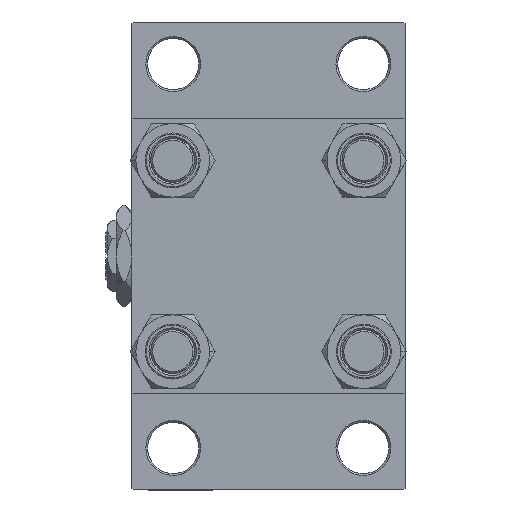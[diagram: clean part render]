
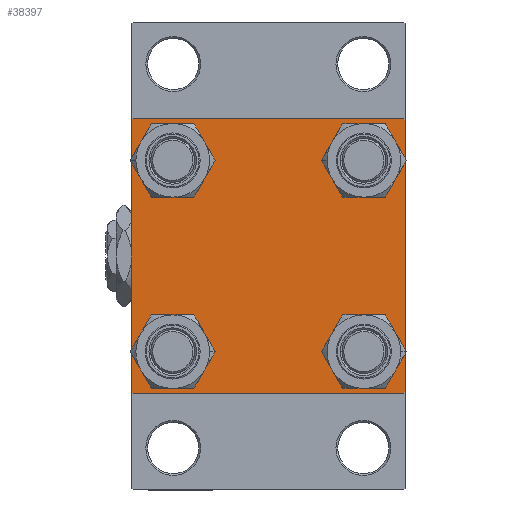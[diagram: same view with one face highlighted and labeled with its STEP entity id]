
A CAD part, left-side view. The second image highlights one B-rep face of the part: STEP entity #38397.
In plain terms, the highlighted planar face has unit normal (-1, 0, 0).
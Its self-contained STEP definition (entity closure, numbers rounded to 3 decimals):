
#204 = CARTESIAN_POINT ( 'NONE',  ( 0., -37.5, 37. ) ) ;
#353 = CARTESIAN_POINT ( 'NONE',  ( 0., -26.15, -26.15 ) ) ;
#466 = VERTEX_POINT ( 'NONE', #29193 ) ;
#837 = CARTESIAN_POINT ( 'NONE',  ( 0., 37., 37.5 ) ) ;
#1284 = VERTEX_POINT ( 'NONE', #21029 ) ;
#1847 = CARTESIAN_POINT ( 'NONE',  ( 0., -26.15, -32.65 ) ) ;
#1887 = EDGE_CURVE ( 'NONE', #14873, #45708, #42990, .T. ) ;
#2176 = ORIENTED_EDGE ( 'NONE', *, *, #25023, .T. ) ;
#2895 = CIRCLE ( 'NONE', #12353, 6.5 ) ;
#3079 = EDGE_CURVE ( 'NONE', #12431, #14873, #32043, .T. ) ;
#3207 = AXIS2_PLACEMENT_3D ( 'NONE', #4527, #12181, #4281 ) ;
#3970 = FACE_BOUND ( 'NONE', #9646, .T. ) ;
#4111 = VERTEX_POINT ( 'NONE', #38847 ) ;
#4185 = ORIENTED_EDGE ( 'NONE', *, *, #3079, .T. ) ;
#4217 = DIRECTION ( 'NONE',  ( 0., 0., 1. ) ) ;
#4281 = DIRECTION ( 'NONE',  ( 0., 0., 1. ) ) ;
#4527 = CARTESIAN_POINT ( 'NONE',  ( 0., -26.15, -26.15 ) ) ;
#5585 = VECTOR ( 'NONE', #42281, 1000. ) ;
#5981 = EDGE_LOOP ( 'NONE', ( #37945, #9594 ) ) ;
#6347 = CARTESIAN_POINT ( 'NONE',  ( 0., 37.5, 37.5 ) ) ;
#6586 = CARTESIAN_POINT ( 'NONE',  ( 0., -26.15, 32.65 ) ) ;
#9422 = VERTEX_POINT ( 'NONE', #20187 ) ;
#9594 = ORIENTED_EDGE ( 'NONE', *, *, #31535, .T. ) ;
#9646 = EDGE_LOOP ( 'NONE', ( #12009, #2176 ) ) ;
#9773 = DIRECTION ( 'NONE',  ( 1., 0., 0. ) ) ;
#9845 = VECTOR ( 'NONE', #10045, 1000. ) ;
#10045 = DIRECTION ( 'NONE',  ( 0., 0., -1. ) ) ;
#12009 = ORIENTED_EDGE ( 'NONE', *, *, #16114, .T. ) ;
#12181 = DIRECTION ( 'NONE',  ( 1., 0., 0. ) ) ;
#12353 = AXIS2_PLACEMENT_3D ( 'NONE', #29668, #44772, #41048 ) ;
#12431 = VERTEX_POINT ( 'NONE', #837 ) ;
#12844 = CARTESIAN_POINT ( 'NONE',  ( 0., -37., 37.5 ) ) ;
#12968 = EDGE_CURVE ( 'NONE', #9422, #466, #14747, .T. ) ;
#13035 = DIRECTION ( 'NONE',  ( 0., -0.707, -0.707 ) ) ;
#13530 = AXIS2_PLACEMENT_3D ( 'NONE', #44435, #21392, #28346 ) ;
#14098 = CARTESIAN_POINT ( 'NONE',  ( 0., 26.15, 26.15 ) ) ;
#14136 = CIRCLE ( 'NONE', #43420, 6.5 ) ;
#14372 = CARTESIAN_POINT ( 'NONE',  ( 0., -26.15, 26.15 ) ) ;
#14747 = CIRCLE ( 'NONE', #15506, 6.5 ) ;
#14873 = VERTEX_POINT ( 'NONE', #25749 ) ;
#15322 = FACE_OUTER_BOUND ( 'NONE', #42718, .T. ) ;
#15506 = AXIS2_PLACEMENT_3D ( 'NONE', #14098, #29212, #44334 ) ;
#16114 = EDGE_CURVE ( 'NONE', #16753, #42149, #2895, .T. ) ;
#16200 = CARTESIAN_POINT ( 'NONE',  ( 0., 37.5, -37.5 ) ) ;
#16753 = VERTEX_POINT ( 'NONE', #35407 ) ;
#17276 = CARTESIAN_POINT ( 'NONE',  ( 0., -26.15, 19.65 ) ) ;
#17393 = CARTESIAN_POINT ( 'NONE',  ( 0., 37.25, 37.25 ) ) ;
#17648 = CIRCLE ( 'NONE', #45344, 6.5 ) ;
#20187 = CARTESIAN_POINT ( 'NONE',  ( 0., 26.15, 32.65 ) ) ;
#20467 = CARTESIAN_POINT ( 'NONE',  ( 0., -37.25, 37.25 ) ) ;
#20497 = ORIENTED_EDGE ( 'NONE', *, *, #36419, .T. ) ;
#21029 = CARTESIAN_POINT ( 'NONE',  ( 0., 37., -37.5 ) ) ;
#21392 = DIRECTION ( 'NONE',  ( 1., 0., 0. ) ) ;
#22245 = DIRECTION ( 'NONE',  ( 0., -1., 0. ) ) ;
#22456 = VECTOR ( 'NONE', #44247, 1000. ) ;
#22469 = ORIENTED_EDGE ( 'NONE', *, *, #12968, .T. ) ;
#23153 = CARTESIAN_POINT ( 'NONE',  ( 0., 26.15, -26.15 ) ) ;
#23162 = ORIENTED_EDGE ( 'NONE', *, *, #29789, .T. ) ;
#23715 = VERTEX_POINT ( 'NONE', #204 ) ;
#24364 = LINE ( 'NONE', #16200, #47708 ) ;
#24656 = VECTOR ( 'NONE', #24834, 1000. ) ;
#24834 = DIRECTION ( 'NONE',  ( 0., 0.707, -0.707 ) ) ;
#25023 = EDGE_CURVE ( 'NONE', #42149, #16753, #34771, .T. ) ;
#25591 = VERTEX_POINT ( 'NONE', #17276 ) ;
#25749 = CARTESIAN_POINT ( 'NONE',  ( 0., 37.5, 37. ) ) ;
#26075 = VECTOR ( 'NONE', #22245, 1000. ) ;
#26240 = FACE_BOUND ( 'NONE', #42569, .T. ) ;
#26311 = ORIENTED_EDGE ( 'NONE', *, *, #45529, .T. ) ;
#26312 = VERTEX_POINT ( 'NONE', #1847 ) ;
#26452 = CARTESIAN_POINT ( 'NONE',  ( 0., 37.5, 37.5 ) ) ;
#26483 = EDGE_CURVE ( 'NONE', #23715, #4111, #29298, .T. ) ;
#26720 = DIRECTION ( 'NONE',  ( -1., 0., 0. ) ) ;
#26830 = DIRECTION ( 'NONE',  ( 1., 0., 0. ) ) ;
#27600 = ORIENTED_EDGE ( 'NONE', *, *, #42988, .T. ) ;
#27853 = CIRCLE ( 'NONE', #32626, 6.5 ) ;
#28346 = DIRECTION ( 'NONE',  ( 0., 0., 1. ) ) ;
#28644 = EDGE_LOOP ( 'NONE', ( #22469, #38015 ) ) ;
#29193 = CARTESIAN_POINT ( 'NONE',  ( 0., 26.15, 19.65 ) ) ;
#29212 = DIRECTION ( 'NONE',  ( 1., 0., 0. ) ) ;
#29298 = LINE ( 'NONE', #44658, #37201 ) ;
#29376 = ORIENTED_EDGE ( 'NONE', *, *, #26483, .F. ) ;
#29488 = ORIENTED_EDGE ( 'NONE', *, *, #1887, .T. ) ;
#29668 = CARTESIAN_POINT ( 'NONE',  ( 0., 26.15, -26.15 ) ) ;
#29789 = EDGE_CURVE ( 'NONE', #23715, #41204, #31630, .T. ) ;
#30443 = PLANE ( 'NONE',  #41909 ) ;
#31088 = DIRECTION ( 'NONE',  ( 1., 0., 0. ) ) ;
#31535 = EDGE_CURVE ( 'NONE', #26312, #41019, #14136, .T. ) ;
#31630 = LINE ( 'NONE', #20467, #5585 ) ;
#32043 = LINE ( 'NONE', #17393, #24656 ) ;
#32626 = AXIS2_PLACEMENT_3D ( 'NONE', #14372, #33685, #41598 ) ;
#32857 = LINE ( 'NONE', #40780, #22456 ) ;
#33685 = DIRECTION ( 'NONE',  ( 1., 0., 0. ) ) ;
#34335 = EDGE_CURVE ( 'NONE', #12431, #41204, #37843, .T. ) ;
#34572 = CARTESIAN_POINT ( 'NONE',  ( 0., 37.25, -37.25 ) ) ;
#34771 = CIRCLE ( 'NONE', #46643, 6.5 ) ;
#34906 = CARTESIAN_POINT ( 'NONE',  ( 0., 37.5, -37. ) ) ;
#35095 = ORIENTED_EDGE ( 'NONE', *, *, #47180, .T. ) ;
#35407 = CARTESIAN_POINT ( 'NONE',  ( 0., 26.15, -19.65 ) ) ;
#35529 = DIRECTION ( 'NONE',  ( 0., -1., 0. ) ) ;
#36394 = ORIENTED_EDGE ( 'NONE', *, *, #34335, .F. ) ;
#36419 = EDGE_CURVE ( 'NONE', #45708, #1284, #46959, .T. ) ;
#37201 = VECTOR ( 'NONE', #44417, 1000. ) ;
#37843 = LINE ( 'NONE', #26452, #26075 ) ;
#37851 = ORIENTED_EDGE ( 'NONE', *, *, #45425, .T. ) ;
#37874 = FACE_BOUND ( 'NONE', #5981, .T. ) ;
#37945 = ORIENTED_EDGE ( 'NONE', *, *, #38112, .T. ) ;
#38015 = ORIENTED_EDGE ( 'NONE', *, *, #39698, .T. ) ;
#38023 = CIRCLE ( 'NONE', #13530, 6.5 ) ;
#38112 = EDGE_CURVE ( 'NONE', #41019, #26312, #40338, .T. ) ;
#38119 = CARTESIAN_POINT ( 'NONE',  ( 0., 0., 0. ) ) ;
#38397 = ADVANCED_FACE ( 'NONE', ( #26240, #37874, #3970, #41354, #15322 ), #30443, .T. ) ;
#38433 = CARTESIAN_POINT ( 'NONE',  ( 0., 26.15, -32.65 ) ) ;
#38847 = CARTESIAN_POINT ( 'NONE',  ( 0., -37.5, -37. ) ) ;
#39698 = EDGE_CURVE ( 'NONE', #466, #9422, #38023, .T. ) ;
#40338 = CIRCLE ( 'NONE', #3207, 6.5 ) ;
#40780 = CARTESIAN_POINT ( 'NONE',  ( 0., -37.25, -37.25 ) ) ;
#41019 = VERTEX_POINT ( 'NONE', #48523 ) ;
#41048 = DIRECTION ( 'NONE',  ( 0., 0., 1. ) ) ;
#41204 = VERTEX_POINT ( 'NONE', #12844 ) ;
#41354 = FACE_BOUND ( 'NONE', #28644, .T. ) ;
#41598 = DIRECTION ( 'NONE',  ( 0., 0., 1. ) ) ;
#41909 = AXIS2_PLACEMENT_3D ( 'NONE', #38119, #26720, #4217 ) ;
#41947 = DIRECTION ( 'NONE',  ( 0., 0., 1. ) ) ;
#42149 = VERTEX_POINT ( 'NONE', #38433 ) ;
#42281 = DIRECTION ( 'NONE',  ( 0., 0.707, 0.707 ) ) ;
#42569 = EDGE_LOOP ( 'NONE', ( #27600, #26311 ) ) ;
#42718 = EDGE_LOOP ( 'NONE', ( #29488, #20497, #37851, #35095, #29376, #23162, #36394, #4185 ) ) ;
#42988 = EDGE_CURVE ( 'NONE', #48799, #25591, #27853, .T. ) ;
#42990 = LINE ( 'NONE', #6347, #9845 ) ;
#43420 = AXIS2_PLACEMENT_3D ( 'NONE', #353, #26830, #41947 ) ;
#44174 = DIRECTION ( 'NONE',  ( 0., 0., 1. ) ) ;
#44247 = DIRECTION ( 'NONE',  ( 0., -0.707, 0.707 ) ) ;
#44334 = DIRECTION ( 'NONE',  ( 0., 0., 1. ) ) ;
#44378 = VECTOR ( 'NONE', #13035, 1000. ) ;
#44417 = DIRECTION ( 'NONE',  ( 0., 0., -1. ) ) ;
#44435 = CARTESIAN_POINT ( 'NONE',  ( 0., 26.15, 26.15 ) ) ;
#44658 = CARTESIAN_POINT ( 'NONE',  ( 0., -37.5, 37.5 ) ) ;
#44666 = CARTESIAN_POINT ( 'NONE',  ( 0., -26.15, 26.15 ) ) ;
#44772 = DIRECTION ( 'NONE',  ( 1., 0., 0. ) ) ;
#45344 = AXIS2_PLACEMENT_3D ( 'NONE', #44666, #9773, #44174 ) ;
#45425 = EDGE_CURVE ( 'NONE', #1284, #45888, #24364, .T. ) ;
#45529 = EDGE_CURVE ( 'NONE', #25591, #48799, #17648, .T. ) ;
#45708 = VERTEX_POINT ( 'NONE', #34906 ) ;
#45888 = VERTEX_POINT ( 'NONE', #48967 ) ;
#46199 = DIRECTION ( 'NONE',  ( 0., 0., 1. ) ) ;
#46643 = AXIS2_PLACEMENT_3D ( 'NONE', #23153, #31088, #46199 ) ;
#46959 = LINE ( 'NONE', #34572, #44378 ) ;
#47180 = EDGE_CURVE ( 'NONE', #45888, #4111, #32857, .T. ) ;
#47708 = VECTOR ( 'NONE', #35529, 1000. ) ;
#48523 = CARTESIAN_POINT ( 'NONE',  ( 0., -26.15, -19.65 ) ) ;
#48799 = VERTEX_POINT ( 'NONE', #6586 ) ;
#48967 = CARTESIAN_POINT ( 'NONE',  ( 0., -37., -37.5 ) ) ;
